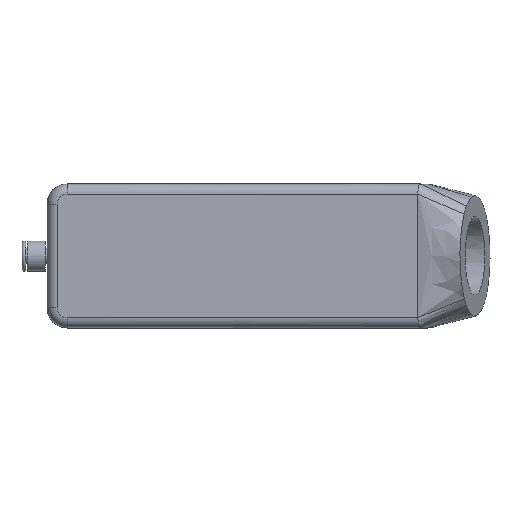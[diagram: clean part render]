
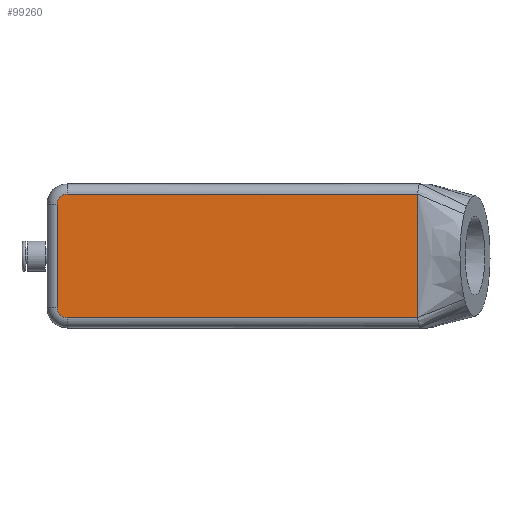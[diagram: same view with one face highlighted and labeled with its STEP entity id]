
A CAD part, top view. The second image highlights one B-rep face of the part: STEP entity #99260.
In plain terms, the highlighted planar face has unit normal (0, 0, 1).
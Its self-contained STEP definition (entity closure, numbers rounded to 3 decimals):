
#98310=CARTESIAN_POINT('',(51.,18.5,63.));
#98320=VERTEX_POINT('',#98310);
#98370=CARTESIAN_POINT('',(-54.,18.5,63.));
#98380=DIRECTION('',(1.,0.,0.));
#98390=VECTOR('',#98380,1.);
#98400=LINE('',#98370,#98390);
#98410=CARTESIAN_POINT('',(-54.,18.5,63.));
#98420=VERTEX_POINT('',#98410);
#98430=EDGE_CURVE('',#98420,#98320,#98400,.T.);
#98780=CARTESIAN_POINT('',(-67.8,-22.2,63.));
#98790=DIRECTION('',(0.,0.,1.));
#98800=DIRECTION('',(1.,0.,-0.));
#98810=AXIS2_PLACEMENT_3D('',#98780,#98790,#98800);
#98820=PLANE('',#98810);
#98830=CARTESIAN_POINT('',(51.,-18.5,63.));
#98840=DIRECTION('',(0.,1.,0.));
#98850=VECTOR('',#98840,1.);
#98860=LINE('',#98830,#98850);
#98870=CARTESIAN_POINT('',(51.,-18.5,63.));
#98880=VERTEX_POINT('',#98870);
#98890=EDGE_CURVE('',#98880,#98320,#98860,.T.);
#98900=ORIENTED_EDGE('',*,*,#98890,.T.);
#98910=CARTESIAN_POINT('',(51.,-18.5,63.));
#98920=DIRECTION('',(-1.,0.,0.));
#98930=VECTOR('',#98920,1.);
#98940=LINE('',#98910,#98930);
#98950=CARTESIAN_POINT('',(-54.,-18.5,63.));
#98960=VERTEX_POINT('',#98950);
#98970=EDGE_CURVE('',#98880,#98960,#98940,.T.);
#98980=ORIENTED_EDGE('',*,*,#98970,.F.);
#98990=CARTESIAN_POINT('',(-54.,-15.5,63.));
#99000=DIRECTION('',(0.,0.,-1.));
#99010=DIRECTION('',(-1.,0.,-0.));
#99020=AXIS2_PLACEMENT_3D('',#98990,#99000,#99010);
#99030=CIRCLE('',#99020,3.);
#99040=CARTESIAN_POINT('',(-57.,-15.5,63.));
#99050=VERTEX_POINT('',#99040);
#99060=EDGE_CURVE('',#98960,#99050,#99030,.T.);
#99070=ORIENTED_EDGE('',*,*,#99060,.F.);
#99080=CARTESIAN_POINT('',(-57.,-15.5,63.));
#99090=DIRECTION('',(0.,1.,0.));
#99100=VECTOR('',#99090,1.);
#99110=LINE('',#99080,#99100);
#99120=CARTESIAN_POINT('',(-57.,15.5,63.));
#99130=VERTEX_POINT('',#99120);
#99140=EDGE_CURVE('',#99050,#99130,#99110,.T.);
#99150=ORIENTED_EDGE('',*,*,#99140,.F.);
#99160=CARTESIAN_POINT('',(-54.,15.5,63.));
#99170=DIRECTION('',(0.,0.,-1.));
#99180=DIRECTION('',(-1.,0.,-0.));
#99190=AXIS2_PLACEMENT_3D('',#99160,#99170,#99180);
#99200=CIRCLE('',#99190,3.);
#99210=EDGE_CURVE('',#99130,#98420,#99200,.T.);
#99220=ORIENTED_EDGE('',*,*,#99210,.F.);
#99230=ORIENTED_EDGE('',*,*,#98430,.F.);
#99240=EDGE_LOOP('',(#99230,#99220,#99150,#99070,#98980,#98900));
#99250=FACE_OUTER_BOUND('',#99240,.T.);
#99260=ADVANCED_FACE('',(#99250),#98820,.T.);
